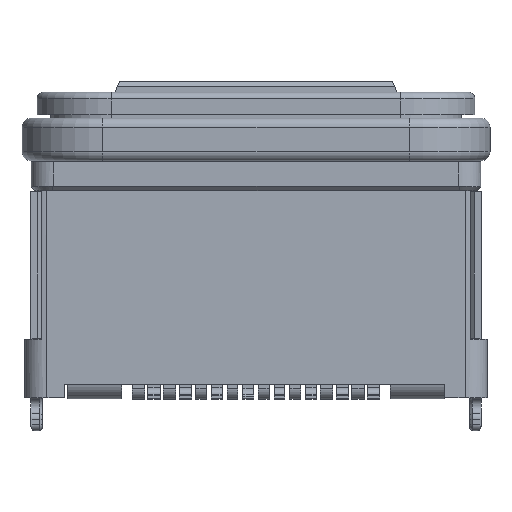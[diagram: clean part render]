
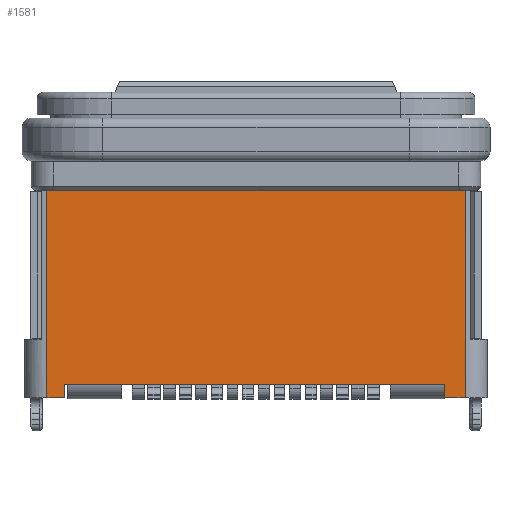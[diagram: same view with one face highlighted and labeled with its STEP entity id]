
A CAD part, front view. The second image highlights one B-rep face of the part: STEP entity #1581.
In plain terms, the highlighted planar face has unit normal (0, -1, 0).
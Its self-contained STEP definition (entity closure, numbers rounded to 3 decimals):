
#895=FACE_OUTER_BOUND('',#2850,.T.);
#1581=ADVANCED_FACE('',(#895),#2086,.F.);
#2086=PLANE('',#13974);
#2850=EDGE_LOOP('',(#8995,#8996,#8997,#8998,#8999,#9000,#9001,#9002));
#4197=LINE('',#21378,#5599);
#4198=LINE('',#21384,#5600);
#4200=LINE('',#21388,#5602);
#4202=LINE('',#21392,#5604);
#4204=LINE('',#21396,#5606);
#4206=LINE('',#21400,#5608);
#4207=LINE('',#21404,#5609);
#4208=LINE('',#21406,#5610);
#5599=VECTOR('',#17249,1.);
#5600=VECTOR('',#17256,1.);
#5602=VECTOR('',#17260,1.);
#5604=VECTOR('',#17264,1.);
#5606=VECTOR('',#17268,1.);
#5608=VECTOR('',#17272,1.);
#5609=VECTOR('',#17277,1.);
#5610=VECTOR('',#17280,1.);
#8995=ORIENTED_EDGE('',*,*,#12404,.F.);
#8996=ORIENTED_EDGE('',*,*,#12405,.F.);
#8997=ORIENTED_EDGE('',*,*,#12391,.F.);
#8998=ORIENTED_EDGE('',*,*,#12394,.F.);
#8999=ORIENTED_EDGE('',*,*,#12396,.F.);
#9000=ORIENTED_EDGE('',*,*,#12398,.F.);
#9001=ORIENTED_EDGE('',*,*,#12400,.F.);
#9002=ORIENTED_EDGE('',*,*,#12402,.F.);
#10605=VERTEX_POINT('',#21377);
#10606=VERTEX_POINT('',#21379);
#10607=VERTEX_POINT('',#21383);
#10608=VERTEX_POINT('',#21387);
#10609=VERTEX_POINT('',#21391);
#10610=VERTEX_POINT('',#21395);
#10611=VERTEX_POINT('',#21399);
#10612=VERTEX_POINT('',#21403);
#12391=EDGE_CURVE('',#10605,#10606,#4197,.T.);
#12394=EDGE_CURVE('',#10607,#10605,#4198,.T.);
#12396=EDGE_CURVE('',#10608,#10607,#4200,.T.);
#12398=EDGE_CURVE('',#10609,#10608,#4202,.T.);
#12400=EDGE_CURVE('',#10610,#10609,#4204,.T.);
#12402=EDGE_CURVE('',#10611,#10610,#4206,.T.);
#12404=EDGE_CURVE('',#10612,#10611,#4207,.T.);
#12405=EDGE_CURVE('',#10606,#10612,#4208,.T.);
#13974=AXIS2_PLACEMENT_3D('',#21408,#17283,#17284);
#17249=DIRECTION('',(1.,0.,0.));
#17256=DIRECTION('',(0.,0.,1.));
#17260=DIRECTION('',(-1.,0.,0.));
#17264=DIRECTION('',(0.,0.,-1.));
#17268=DIRECTION('',(-1.,0.,0.));
#17272=DIRECTION('',(0.,0.,1.));
#17277=DIRECTION('',(-1.,0.,0.));
#17280=DIRECTION('',(0.,0.,-1.));
#17283=DIRECTION('',(0.,1.,0.));
#17284=DIRECTION('',(-1.,0.,0.));
#21377=CARTESIAN_POINT('',(-68.414,-1.552,1.708));
#21378=CARTESIAN_POINT('',(-60.391,-1.552,1.708));
#21379=CARTESIAN_POINT('',(-59.086,-1.552,1.708));
#21383=CARTESIAN_POINT('',(-68.414,-1.552,-2.916));
#21384=CARTESIAN_POINT('',(-68.414,-1.552,-2.194));
#21387=CARTESIAN_POINT('',(-68.013,-1.552,-2.916));
#21388=CARTESIAN_POINT('',(-60.391,-1.552,-2.916));
#21391=CARTESIAN_POINT('',(-68.013,-1.552,-2.615));
#21392=CARTESIAN_POINT('',(-68.013,-1.552,-2.194));
#21395=CARTESIAN_POINT('',(-59.537,-1.552,-2.615));
#21396=CARTESIAN_POINT('',(-60.391,-1.552,-2.615));
#21399=CARTESIAN_POINT('',(-59.537,-1.552,-2.916));
#21400=CARTESIAN_POINT('',(-59.537,-1.552,-2.194));
#21403=CARTESIAN_POINT('',(-59.086,-1.552,-2.916));
#21404=CARTESIAN_POINT('',(-60.391,-1.552,-2.916));
#21406=CARTESIAN_POINT('',(-59.086,-1.552,-2.194));
#21408=CARTESIAN_POINT('',(-60.391,-1.552,-2.194));
